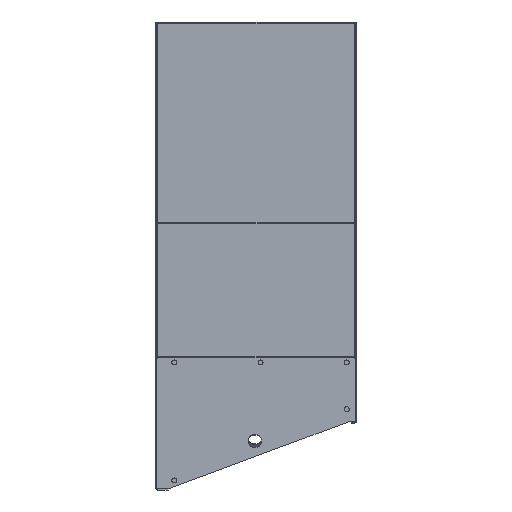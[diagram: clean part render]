
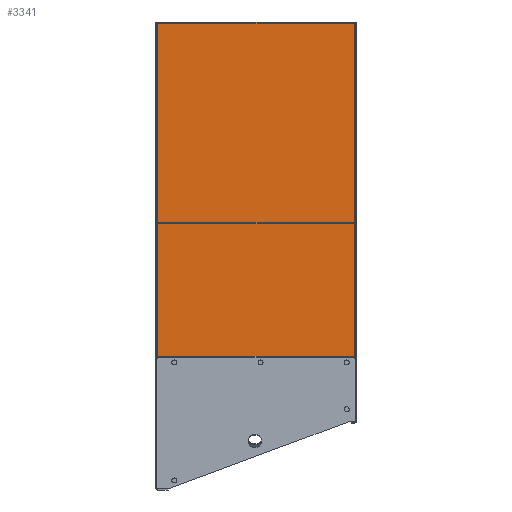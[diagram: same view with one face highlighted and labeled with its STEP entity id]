
A CAD part, left-side view. The second image highlights one B-rep face of the part: STEP entity #3341.
In plain terms, the highlighted face is planar.
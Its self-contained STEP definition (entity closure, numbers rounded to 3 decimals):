
#146 = VECTOR ( 'NONE', #4125, 1000. ) ;
#375 = ORIENTED_EDGE ( 'NONE', *, *, #6012, .F. ) ;
#436 = CARTESIAN_POINT ( 'NONE',  ( -500., -294., 0. ) ) ;
#559 = VERTEX_POINT ( 'NONE', #1339 ) ;
#715 = CARTESIAN_POINT ( 'NONE',  ( -500., -300., 0. ) ) ;
#956 = FACE_OUTER_BOUND ( 'NONE', #1363, .T. ) ;
#1065 = DIRECTION ( 'NONE',  ( -1., 0., 0. ) ) ;
#1181 = LINE ( 'NONE', #1210, #3812 ) ;
#1194 = VERTEX_POINT ( 'NONE', #2703 ) ;
#1210 = CARTESIAN_POINT ( 'NONE',  ( -500., 294., 0. ) ) ;
#1263 = ORIENTED_EDGE ( 'NONE', *, *, #5893, .T. ) ;
#1339 = CARTESIAN_POINT ( 'NONE',  ( -498.586, 294., 0. ) ) ;
#1363 = EDGE_LOOP ( 'NONE', ( #375, #1485, #1263, #2597, #3207 ) ) ;
#1485 = ORIENTED_EDGE ( 'NONE', *, *, #1900, .T. ) ;
#1814 = DIRECTION ( 'NONE',  ( -1., 0., 0. ) ) ;
#1900 = EDGE_CURVE ( 'NONE', #2417, #1194, #5622, .T. ) ;
#2153 = VERTEX_POINT ( 'NONE', #2636 ) ;
#2198 = CARTESIAN_POINT ( 'NONE',  ( -500., -294., 0. ) ) ;
#2240 = DIRECTION ( 'NONE',  ( 0., 1., 0. ) ) ;
#2352 = EDGE_CURVE ( 'NONE', #3930, #559, #3376, .T. ) ;
#2417 = VERTEX_POINT ( 'NONE', #2198 ) ;
#2597 = ORIENTED_EDGE ( 'NONE', *, *, #2352, .T. ) ;
#2636 = CARTESIAN_POINT ( 'NONE',  ( -500., 294., 0. ) ) ;
#2703 = CARTESIAN_POINT ( 'NONE',  ( 500., -294., 0. ) ) ;
#2921 = DIRECTION ( 'NONE',  ( 1., 0., 0. ) ) ;
#3207 = ORIENTED_EDGE ( 'NONE', *, *, #5294, .F. ) ;
#3334 = VECTOR ( 'NONE', #5616, 1000. ) ;
#3341 = ADVANCED_FACE ( 'NONE', ( #956 ), #4168, .F. ) ;
#3376 = LINE ( 'NONE', #4302, #5305 ) ;
#3751 = CARTESIAN_POINT ( 'NONE',  ( 500., -300., 0. ) ) ;
#3812 = VECTOR ( 'NONE', #2921, 1000. ) ;
#3825 = VECTOR ( 'NONE', #2240, 1000. ) ;
#3930 = VERTEX_POINT ( 'NONE', #5695 ) ;
#4125 = DIRECTION ( 'NONE',  ( 1., 0., 0. ) ) ;
#4168 = PLANE ( 'NONE',  #4490 ) ;
#4211 = LINE ( 'NONE', #3751, #3334 ) ;
#4227 = CARTESIAN_POINT ( 'NONE',  ( 0., 0., 0. ) ) ;
#4302 = CARTESIAN_POINT ( 'NONE',  ( 500., 294., 0. ) ) ;
#4490 = AXIS2_PLACEMENT_3D ( 'NONE', #4227, #5456, #1814 ) ;
#5294 = EDGE_CURVE ( 'NONE', #2153, #559, #1181, .T. ) ;
#5305 = VECTOR ( 'NONE', #1065, 1000. ) ;
#5412 = LINE ( 'NONE', #715, #3825 ) ;
#5456 = DIRECTION ( 'NONE',  ( 0., 0., -1. ) ) ;
#5616 = DIRECTION ( 'NONE',  ( 0., 1., 0. ) ) ;
#5622 = LINE ( 'NONE', #436, #146 ) ;
#5695 = CARTESIAN_POINT ( 'NONE',  ( 500., 294., 0. ) ) ;
#5893 = EDGE_CURVE ( 'NONE', #1194, #3930, #4211, .T. ) ;
#6012 = EDGE_CURVE ( 'NONE', #2417, #2153, #5412, .T. ) ;
